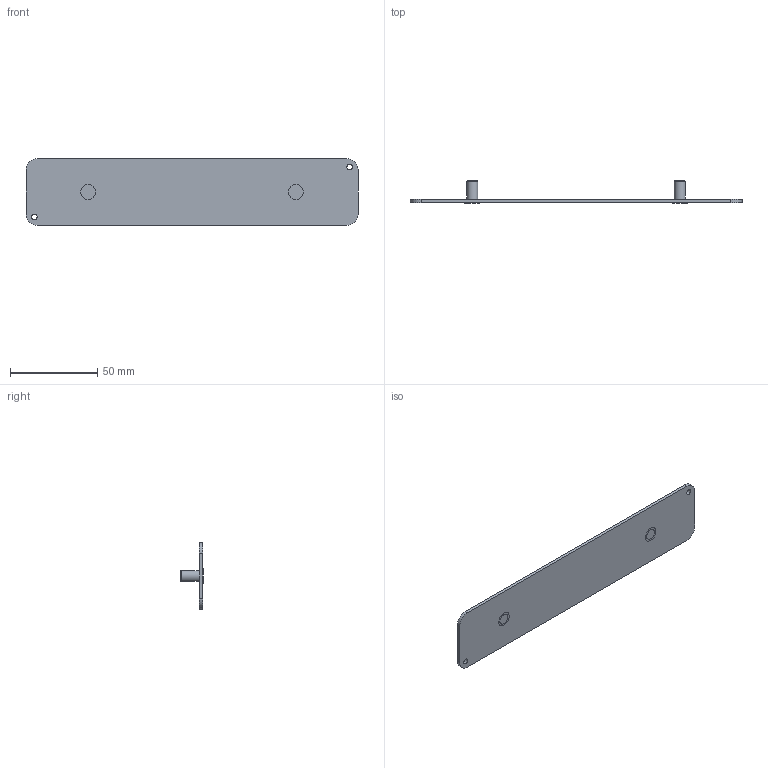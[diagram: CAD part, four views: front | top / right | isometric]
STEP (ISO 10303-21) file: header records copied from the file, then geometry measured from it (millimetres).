
FILE_DESCRIPTION (( 'STEP AP214' ), '1' );
FILE_NAME ('SCE-DCP.STEP', '2021-01-29T16:28:13', ( '' ), ( '' ), 'SwSTEP 2.0', 'SolidWorks 2019', '' );
FILE_SCHEMA (( 'AUTOMOTIVE_DESIGN' ));
Length unit declared in the file: inch
Products named in the file (1): SCE-DCP
Bounding box: 190.5 x 12.7 x 38.1 mm (x, y, z)
Volume: 14968.7 mm3; surface area: 16024.6 mm2
Topology: 3 solids, 3 shells, 26 faces, 54 edges, 36 vertices
Faces by surface type: plane 12, cylinder 12, cone 2
Full cylindrical faces by diameter (mm): 3.175 x2, 6.299 x2, 6.35 x2, 8.56 x2
Entity records: 1052 total; most frequent: DIRECTION 122, CARTESIAN_POINT 103, ORIENTED_EDGE 84, AXIS2_PLACEMENT_3D 53, EDGE_LOOP 46, EDGE_CURVE 42, FACE_OUTER_BOUND 34, VERTEX_POINT 34
